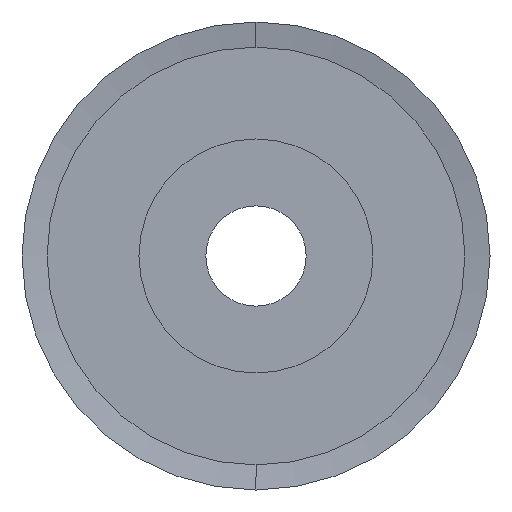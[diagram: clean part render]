
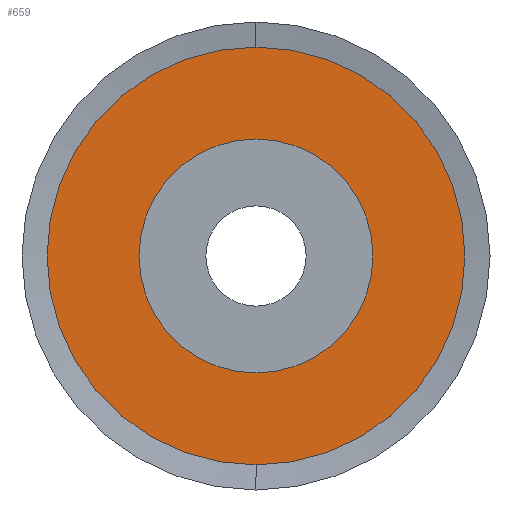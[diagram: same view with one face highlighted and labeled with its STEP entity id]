
A CAD part, left-side view. The second image highlights one B-rep face of the part: STEP entity #659.
In plain terms, the highlighted planar face has unit normal (-1, 0, 0).
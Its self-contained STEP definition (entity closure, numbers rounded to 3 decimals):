
#659=ADVANCED_FACE('',(#1321,#1322),#1323,.T.);
#1321=FACE_OUTER_BOUND('',#1983,.T.);
#1322=FACE_BOUND('',#1984,.T.);
#1323=PLANE('',#1985);
#1983=EDGE_LOOP('',(#4061,#4062));
#1984=EDGE_LOOP('',(#4063,#4064));
#1985=AXIS2_PLACEMENT_3D('',#4065,#4066,#4067);
#4061=ORIENTED_EDGE('',*,*,#4944,.F.);
#4062=ORIENTED_EDGE('',*,*,#4136,.F.);
#4063=ORIENTED_EDGE('',*,*,#4945,.F.);
#4064=ORIENTED_EDGE('',*,*,#4126,.F.);
#4065=CARTESIAN_POINT('',(-10.75,0.0,-9.75));
#4066=DIRECTION('',(-1.0,0.0,0.0));
#4067=DIRECTION('',(0.0,0.0,1.0));
#4126=EDGE_CURVE('',#4971,#4967,#4973,.T.);
#4136=EDGE_CURVE('',#4987,#4984,#4989,.T.);
#4944=EDGE_CURVE('',#4984,#4987,#6195,.T.);
#4945=EDGE_CURVE('',#4967,#4971,#6196,.T.);
#4967=VERTEX_POINT('',#6220);
#4971=VERTEX_POINT('',#6225);
#4973=CIRCLE('',#6228,7.0);
#4984=VERTEX_POINT('',#6241);
#4987=VERTEX_POINT('',#6245);
#4989=CIRCLE('',#6248,12.5);
#6195=CIRCLE('',#7752,12.5);
#6196=CIRCLE('',#7753,7.0);
#6220=CARTESIAN_POINT('',(-10.75,0.0,-7.0));
#6225=CARTESIAN_POINT('',(-10.75,0.,7.0));
#6228=AXIS2_PLACEMENT_3D('',#7777,#7778,#7779);
#6241=CARTESIAN_POINT('',(-10.75,0.0,-12.5));
#6245=CARTESIAN_POINT('',(-10.75,0.,12.5));
#6248=AXIS2_PLACEMENT_3D('',#7793,#7794,#7795);
#7752=AXIS2_PLACEMENT_3D('',#9003,#9004,#9005);
#7753=AXIS2_PLACEMENT_3D('',#9006,#9007,#9008);
#7777=CARTESIAN_POINT('',(-10.75,0.0,0.0));
#7778=DIRECTION('',(-1.0,0.0,0.0));
#7779=DIRECTION('',(0.0,0.0,-1.0));
#7793=CARTESIAN_POINT('',(-10.75,0.0,0.0));
#7794=DIRECTION('',(1.0,0.0,0.0));
#7795=DIRECTION('',(0.0,0.0,-1.0));
#9003=CARTESIAN_POINT('',(-10.75,0.0,0.0));
#9004=DIRECTION('',(1.0,0.0,0.0));
#9005=DIRECTION('',(0.0,0.0,-1.0));
#9006=CARTESIAN_POINT('',(-10.75,0.0,0.0));
#9007=DIRECTION('',(-1.0,0.0,0.0));
#9008=DIRECTION('',(0.0,0.0,-1.0));
